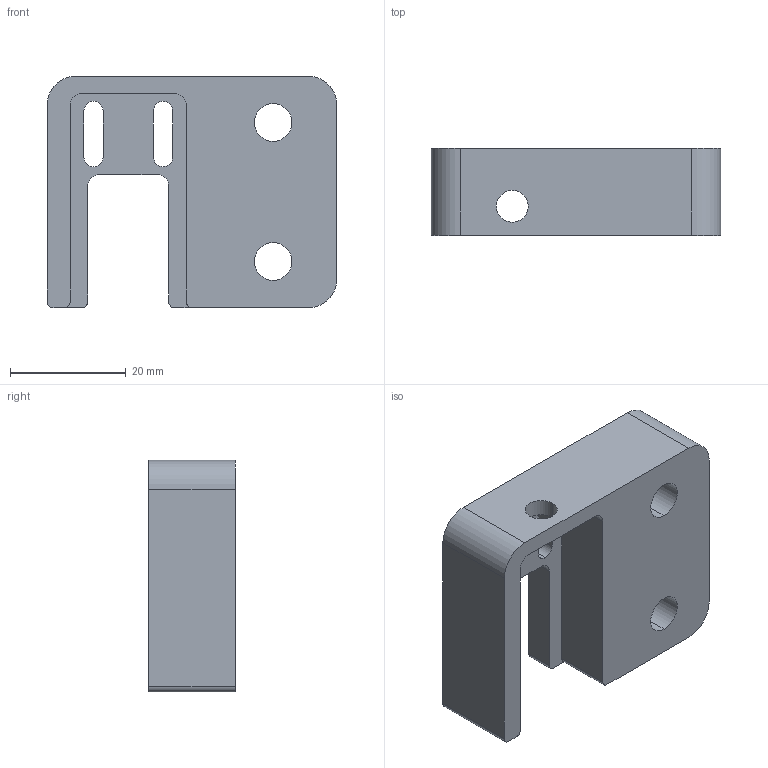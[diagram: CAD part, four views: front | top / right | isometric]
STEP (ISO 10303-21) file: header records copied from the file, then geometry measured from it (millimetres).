
FILE_DESCRIPTION (( 'STEP AP203' ), '1' );
FILE_NAME ('嗉謫覃誹菁釱_衵.STEP', '2025-01-04T06:41:40', ( 'Leo' ), ( '' ), 'SwSTEP 2.0', 'SolidWorks 2022', '' );
FILE_SCHEMA (( 'CONFIG_CONTROL_DESIGN' ));
Length unit declared in the file: millimetre
Products named in the file (1): 惰轮调节底座_右
Bounding box: 50 x 15 x 40 mm (x, y, z)
Volume: 17713.1 mm3; surface area: 7808 mm2
Topology: 1 solids, 1 shells, 48 faces, 132 edges, 88 vertices
Faces by surface type: cylinder 28, plane 20
Entity records: 1649 total; most frequent: DIRECTION 286, CARTESIAN_POINT 269, ORIENTED_EDGE 264, EDGE_CURVE 132, AXIS2_PLACEMENT_3D 105, VERTEX_POINT 88, LINE 76, VECTOR 76
